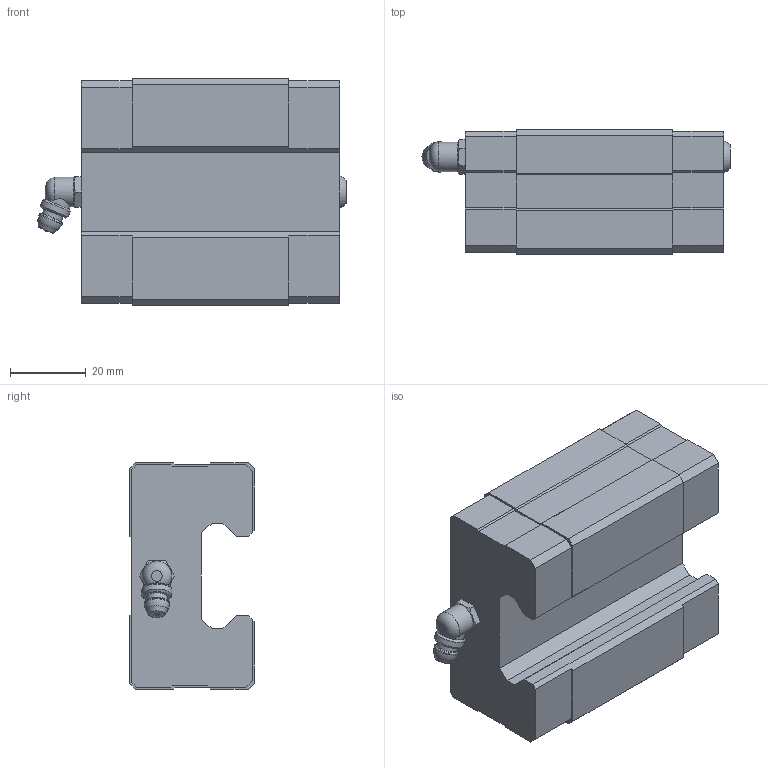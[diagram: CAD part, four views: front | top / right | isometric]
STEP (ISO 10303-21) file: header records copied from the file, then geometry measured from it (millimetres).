
FILE_DESCRIPTION(/* description */ ('STEP AP214'),/* implementation_level */ '2;1');
FILE_NAME(/* name */ 'LSD30BK-HS-N-SB-M6',/* time_stamp */ '2022-10-07T21:09:14+02:00',/* author */ ('License CC BY-ND 4.0'),/* organization */ ('CADENAS'),/* preprocessor_version */ 'ST-DEVELOPER v18.102',/* originating_system */ 'PARTsolutions',/* authorisation */ ' ');
FILE_SCHEMA (('AUTOMOTIVE_DESIGN {1 0 10303 214 3 1 1}'));
Length unit declared in the file: millimetre
Products named in the file (1): LSD30BK-HS-N-SB-M6
Bounding box: 81.56 x 33 x 60 mm (x, y, z)
Volume: 108497.7 mm3; surface area: 18863.1 mm2
Topology: 1 solids, 1 shells, 115 faces, 309 edges, 202 vertices
Faces by surface type: plane 95, cylinder 8, cone 6, torus 5, sphere 1
Full cylindrical faces by diameter (mm): 5.5 x1, 6.6 x1, 6.647 x2, 7.85 x1, 8 x1
Entity records: 3482 total; most frequent: CARTESIAN_POINT 671, ORIENTED_EDGE 576, DIRECTION 532, EDGE_CURVE 288, LINE 240, VECTOR 240, VERTEX_POINT 199, AXIS2_PLACEMENT_3D 146
